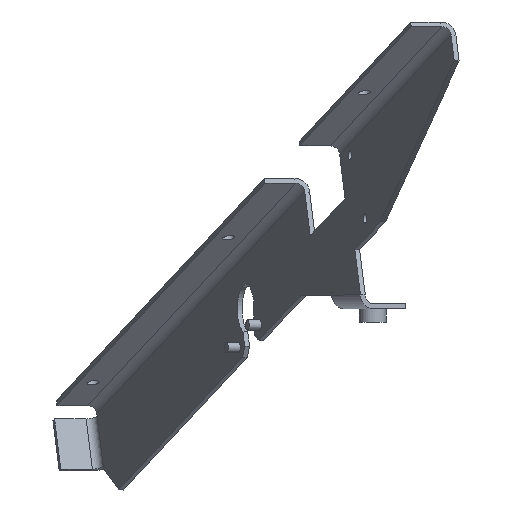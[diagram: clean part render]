
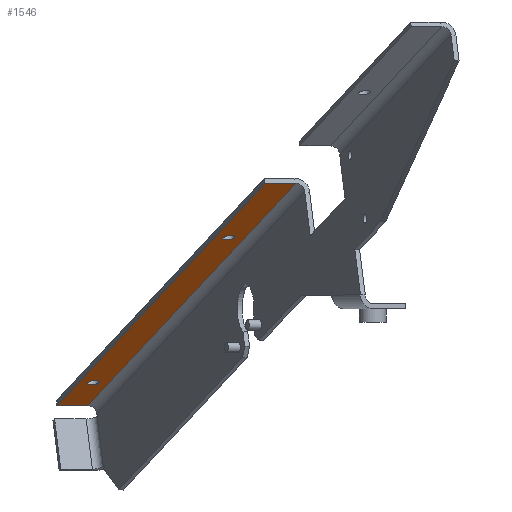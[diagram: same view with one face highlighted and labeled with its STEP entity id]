
A CAD part, top view. The second image highlights one B-rep face of the part: STEP entity #1546.
In plain terms, the highlighted free-form (B-spline) face has degree [1, 1] with [2, 2] control points.
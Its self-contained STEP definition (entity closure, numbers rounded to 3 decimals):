
#935=CARTESIAN_POINT('',(1.467,66.09,-24.6));
#936=VERTEX_POINT('',#935);
#937=CARTESIAN_POINT('',(-1.822,66.09,-23.403));
#938=DIRECTION('',(0.117,-0.94,0.321));
#939=DIRECTION('',(0.94,0.,-0.342));
#940=AXIS2_PLACEMENT_3D('',#937,#938,#939);
#941=CIRCLE('',#940,3.5);
#942=EDGE_CURVE('',#936,#936,#941,.T.);
#963=CARTESIAN_POINT('',(-77.275,-17.705,-240.94));
#964=VERTEX_POINT('',#963);
#965=CARTESIAN_POINT('',(-80.564,-17.705,-239.743));
#966=DIRECTION('',(0.117,-0.94,0.321));
#967=DIRECTION('',(0.94,0.,-0.342));
#968=AXIS2_PLACEMENT_3D('',#965,#966,#967);
#969=CIRCLE('',#968,3.5);
#970=EDGE_CURVE('',#964,#964,#969,.T.);
#999=CARTESIAN_POINT('',(19.13,97.556,60.971));
#1000=VERTEX_POINT('',#999);
#1007=CARTESIAN_POINT('',(36.984,97.556,54.473));
#1008=VERTEX_POINT('',#1007);
#1009=CARTESIAN_POINT('',(19.13,97.556,60.971));
#1010=DIRECTION('',(0.94,0.0,-0.342));
#1011=VECTOR('',#1010,19.);
#1012=LINE('',#1009,#1011);
#1013=EDGE_CURVE('',#1000,#1008,#1012,.T.);
#1404=CARTESIAN_POINT('',(-83.667,-30.838,-277.014));
#1405=VERTEX_POINT('',#1404);
#1406=CARTESIAN_POINT('',(36.984,97.556,54.473));
#1407=DIRECTION('',(-0.321,-0.342,-0.883));
#1408=VECTOR('',#1407,375.4);
#1409=LINE('',#1406,#1408);
#1410=EDGE_CURVE('',#1008,#1405,#1409,.T.);
#1476=CARTESIAN_POINT('',(-101.521,-30.838,-270.515));
#1477=VERTEX_POINT('',#1476);
#1484=CARTESIAN_POINT('',(19.13,97.556,60.971));
#1485=DIRECTION('',(-0.321,-0.342,-0.883));
#1486=VECTOR('',#1485,375.4);
#1487=LINE('',#1484,#1486);
#1488=EDGE_CURVE('',#1000,#1477,#1487,.T.);
#1524=CARTESIAN_POINT('',(21.026,-32.801,-320.857));
#1525=CARTESIAN_POINT('',(145.366,99.518,20.763));
#1526=CARTESIAN_POINT('',(-209.903,-32.801,-236.806));
#1527=CARTESIAN_POINT('',(-85.564,99.518,104.815));
#1528=B_SPLINE_SURFACE_WITH_KNOTS('',1,1,((#1524,#1526),(#1525,#1527)),.UNSPECIFIED.,.F.,.F.,.U.,(2,2),(2,2),(0.0,386.876),(0.0,245.75),.UNSPECIFIED.);
#1529=ORIENTED_EDGE('',*,*,#1013,.F.);
#1530=ORIENTED_EDGE('',*,*,#1488,.T.);
#1531=CARTESIAN_POINT('',(-83.667,-30.838,-277.014));
#1532=DIRECTION('',(-0.94,0.0,0.342));
#1533=VECTOR('',#1532,19.0);
#1534=LINE('',#1531,#1533);
#1535=EDGE_CURVE('',#1405,#1477,#1534,.T.);
#1536=ORIENTED_EDGE('',*,*,#1535,.F.);
#1537=ORIENTED_EDGE('',*,*,#1410,.F.);
#1538=EDGE_LOOP('',(#1529,#1530,#1536,#1537));
#1539=FACE_OUTER_BOUND('',#1538,.T.);
#1540=ORIENTED_EDGE('',*,*,#942,.F.);
#1541=EDGE_LOOP('',(#1540));
#1542=FACE_BOUND('',#1541,.T.);
#1543=ORIENTED_EDGE('',*,*,#970,.F.);
#1544=EDGE_LOOP('',(#1543));
#1545=FACE_BOUND('',#1544,.T.);
#1546=ADVANCED_FACE('',(#1539,#1542,#1545),#1528,.T.);
